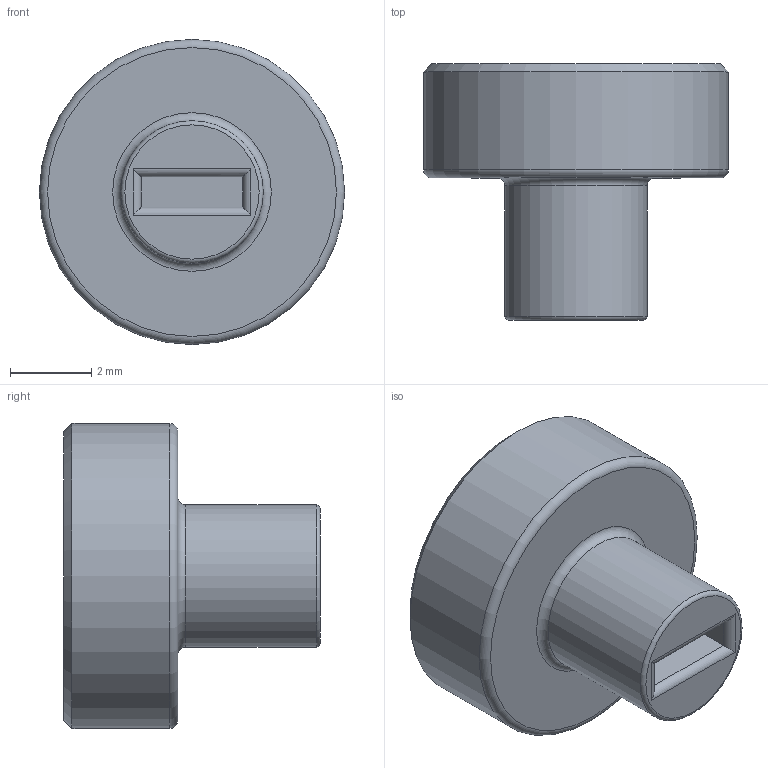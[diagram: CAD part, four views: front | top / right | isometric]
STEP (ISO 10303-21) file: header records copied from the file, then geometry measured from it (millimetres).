
FILE_DESCRIPTION(/* description */ (''),/* implementation_level */ '2;1');
FILE_NAME(/* name */ 'Shutter_Cap.step',/* time_stamp */ '2022-04-01T13:19:00-04:00',/* author */ (''),/* organization */ (''),/* preprocessor_version */ 'ST-DEVELOPER v18.1',/* originating_system */ 'Autodesk Translation Framework v10.14.0.1471',/* authorisation */ '');
FILE_SCHEMA (('AUTOMOTIVE_DESIGN { 1 0 10303 214 3 1 1 }'));
Length unit declared in the file: millimetre
Products named in the file (1): Shutter_Cap_param
Bounding box: 7.5 x 6.3 x 7.5 mm (x, y, z)
Volume: 153 mm3; surface area: 199 mm2
Topology: 1 solids, 1 shells, 18 faces, 37 edges, 23 vertices
Faces by surface type: plane 8, cylinder 6, torus 3, cone 1
Full cylindrical faces by diameter (mm): 3.5 x1, 7.5 x1
Entity records: 512 total; most frequent: DIRECTION 93, CARTESIAN_POINT 79, ORIENTED_EDGE 74, EDGE_CURVE 37, AXIS2_PLACEMENT_3D 37, VERTEX_POINT 23, EDGE_LOOP 20, LINE 19
